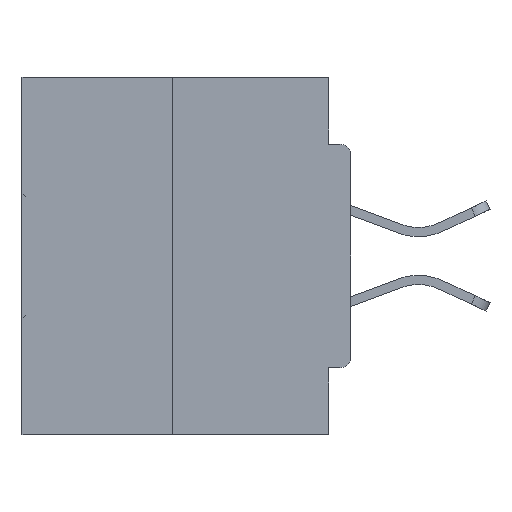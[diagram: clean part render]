
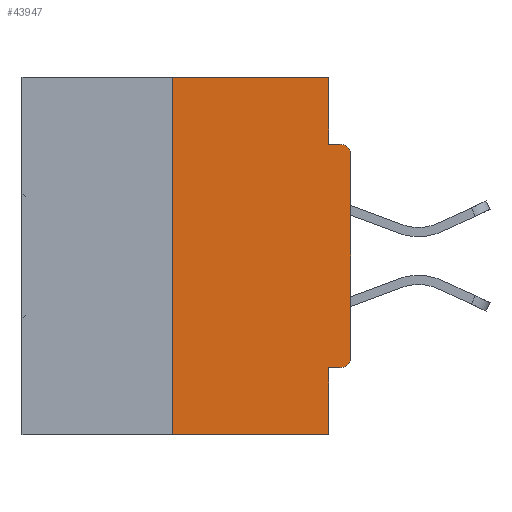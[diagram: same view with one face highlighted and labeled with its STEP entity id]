
A CAD part, left-side view. The second image highlights one B-rep face of the part: STEP entity #43947.
In plain terms, the highlighted planar face has unit normal (-1, 0, 0).
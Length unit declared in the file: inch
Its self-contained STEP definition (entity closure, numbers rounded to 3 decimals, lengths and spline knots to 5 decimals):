
#578 = VERTEX_POINT ( 'NONE', #33066 ) ;
#637 = CARTESIAN_POINT ( 'NONE',  ( 0., 0., -0.1085 ) ) ;
#1077 = CARTESIAN_POINT ( 'NONE',  ( 0., 0.25, -0.5 ) ) ;
#1423 = VERTEX_POINT ( 'NONE', #17197 ) ;
#1693 = VECTOR ( 'NONE', #9242, 39.37008 ) ;
#3801 = VERTEX_POINT ( 'NONE', #637 ) ;
#3909 = EDGE_CURVE ( 'NONE', #1423, #19656, #7670, .T. ) ;
#4630 = FACE_OUTER_BOUND ( 'NONE', #25998, .T. ) ;
#4875 = CARTESIAN_POINT ( 'NONE',  ( 0., 0.031, -0.0935 ) ) ;
#5202 = DIRECTION ( 'NONE',  ( 0., 0., -1. ) ) ;
#5678 = ORIENTED_EDGE ( 'NONE', *, *, #36389, .F. ) ;
#7493 = DIRECTION ( 'NONE',  ( 0., 0., 1. ) ) ;
#7670 = LINE ( 'NONE', #33412, #1693 ) ;
#7760 = ORIENTED_EDGE ( 'NONE', *, *, #28168, .T. ) ;
#8356 = VERTEX_POINT ( 'NONE', #12246 ) ;
#8635 = LINE ( 'NONE', #10436, #13545 ) ;
#8692 = LINE ( 'NONE', #23180, #22369 ) ;
#8888 = CARTESIAN_POINT ( 'NONE',  ( 0., 0.031, 0. ) ) ;
#9242 = DIRECTION ( 'NONE',  ( 0., 0., -1. ) ) ;
#9555 = VERTEX_POINT ( 'NONE', #33084 ) ;
#10436 = CARTESIAN_POINT ( 'NONE',  ( 0., 0.25, 0. ) ) ;
#12246 = CARTESIAN_POINT ( 'NONE',  ( 0., 0.015, -0.0935 ) ) ;
#12407 = DIRECTION ( 'NONE',  ( 0., 0., -1. ) ) ;
#13402 = DIRECTION ( 'NONE',  ( -1., 0., 0. ) ) ;
#13545 = VECTOR ( 'NONE', #37957, 39.37008 ) ;
#14002 = EDGE_CURVE ( 'NONE', #41682, #20242, #8635, .T. ) ;
#16190 = LINE ( 'NONE', #31198, #20551 ) ;
#17197 = CARTESIAN_POINT ( 'NONE',  ( 0., 0.031, -0.4065 ) ) ;
#17452 = ORIENTED_EDGE ( 'NONE', *, *, #38615, .T. ) ;
#18753 = EDGE_CURVE ( 'NONE', #20242, #9555, #35933, .T. ) ;
#19630 = EDGE_CURVE ( 'NONE', #32236, #8356, #27510, .T. ) ;
#19656 = VERTEX_POINT ( 'NONE', #43107 ) ;
#20087 = CARTESIAN_POINT ( 'NONE',  ( 0., 0.015, -0.1085 ) ) ;
#20242 = VERTEX_POINT ( 'NONE', #23478 ) ;
#20551 = VECTOR ( 'NONE', #31647, 39.37008 ) ;
#21307 = DIRECTION ( 'NONE',  ( 0., -1., 0. ) ) ;
#21526 = EDGE_CURVE ( 'NONE', #9555, #32236, #34381, .T. ) ;
#22188 = ORIENTED_EDGE ( 'NONE', *, *, #23100, .T. ) ;
#22369 = VECTOR ( 'NONE', #29895, 39.37008 ) ;
#22563 = LINE ( 'NONE', #34401, #43710 ) ;
#23100 = EDGE_CURVE ( 'NONE', #23306, #578, #40732, .T. ) ;
#23180 = CARTESIAN_POINT ( 'NONE',  ( 0., 0.46, -0.5 ) ) ;
#23306 = VERTEX_POINT ( 'NONE', #37398 ) ;
#23478 = CARTESIAN_POINT ( 'NONE',  ( 0., 0.25, 0. ) ) ;
#24240 = VECTOR ( 'NONE', #28611, 39.37008 ) ;
#24704 = ORIENTED_EDGE ( 'NONE', *, *, #3909, .F. ) ;
#25998 = EDGE_LOOP ( 'NONE', ( #43767, #39228, #7760, #24704, #5678, #22188, #17452, #35240, #40866, #39836 ) ) ;
#26402 = AXIS2_PLACEMENT_3D ( 'NONE', #33425, #40540, #37086 ) ;
#26784 = DIRECTION ( 'NONE',  ( 0., 0., -1. ) ) ;
#27510 = LINE ( 'NONE', #35210, #24240 ) ;
#27776 = EDGE_CURVE ( 'NONE', #3801, #8356, #29483, .T. ) ;
#28168 = EDGE_CURVE ( 'NONE', #41682, #19656, #8692, .T. ) ;
#28551 = CARTESIAN_POINT ( 'NONE',  ( 0., 0.46, 0. ) ) ;
#28611 = DIRECTION ( 'NONE',  ( 0., -1., 0. ) ) ;
#29483 = CIRCLE ( 'NONE', #42177, 0.015 ) ;
#29895 = DIRECTION ( 'NONE',  ( 0., -1., 0. ) ) ;
#31198 = CARTESIAN_POINT ( 'NONE',  ( 0., 0., -0.4065 ) ) ;
#31647 = DIRECTION ( 'NONE',  ( 0., 1., 0. ) ) ;
#32064 = CARTESIAN_POINT ( 'NONE',  ( 0., 0.46, 0. ) ) ;
#32236 = VERTEX_POINT ( 'NONE', #4875 ) ;
#33066 = CARTESIAN_POINT ( 'NONE',  ( 0., 0., -0.3915 ) ) ;
#33084 = CARTESIAN_POINT ( 'NONE',  ( 0., 0.031, 0. ) ) ;
#33412 = CARTESIAN_POINT ( 'NONE',  ( 0., 0.031, -0.5 ) ) ;
#33425 = CARTESIAN_POINT ( 'NONE',  ( 0., 0.015, -0.3915 ) ) ;
#34381 = LINE ( 'NONE', #8888, #43076 ) ;
#34401 = CARTESIAN_POINT ( 'NONE',  ( 0., 0., 0. ) ) ;
#35210 = CARTESIAN_POINT ( 'NONE',  ( 0., 0., -0.0935 ) ) ;
#35240 = ORIENTED_EDGE ( 'NONE', *, *, #27776, .T. ) ;
#35933 = LINE ( 'NONE', #32064, #39723 ) ;
#36389 = EDGE_CURVE ( 'NONE', #23306, #1423, #16190, .T. ) ;
#37086 = DIRECTION ( 'NONE',  ( 0., 0., -1. ) ) ;
#37398 = CARTESIAN_POINT ( 'NONE',  ( 0., 0.015, -0.4065 ) ) ;
#37531 = AXIS2_PLACEMENT_3D ( 'NONE', #28551, #40033, #5202 ) ;
#37957 = DIRECTION ( 'NONE',  ( 0., 0., 1. ) ) ;
#38615 = EDGE_CURVE ( 'NONE', #578, #3801, #22563, .T. ) ;
#39228 = ORIENTED_EDGE ( 'NONE', *, *, #14002, .F. ) ;
#39723 = VECTOR ( 'NONE', #21307, 39.37008 ) ;
#39836 = ORIENTED_EDGE ( 'NONE', *, *, #21526, .F. ) ;
#40033 = DIRECTION ( 'NONE',  ( 1., 0., 0. ) ) ;
#40540 = DIRECTION ( 'NONE',  ( -1., 0., 0. ) ) ;
#40732 = CIRCLE ( 'NONE', #26402, 0.015 ) ;
#40866 = ORIENTED_EDGE ( 'NONE', *, *, #19630, .F. ) ;
#41682 = VERTEX_POINT ( 'NONE', #1077 ) ;
#42136 = PLANE ( 'NONE',  #37531 ) ;
#42177 = AXIS2_PLACEMENT_3D ( 'NONE', #20087, #13402, #26784 ) ;
#43076 = VECTOR ( 'NONE', #12407, 39.37008 ) ;
#43107 = CARTESIAN_POINT ( 'NONE',  ( 0., 0.031, -0.5 ) ) ;
#43710 = VECTOR ( 'NONE', #7493, 39.37008 ) ;
#43767 = ORIENTED_EDGE ( 'NONE', *, *, #18753, .F. ) ;
#43947 = ADVANCED_FACE ( 'NONE', ( #4630 ), #42136, .F. ) ;
